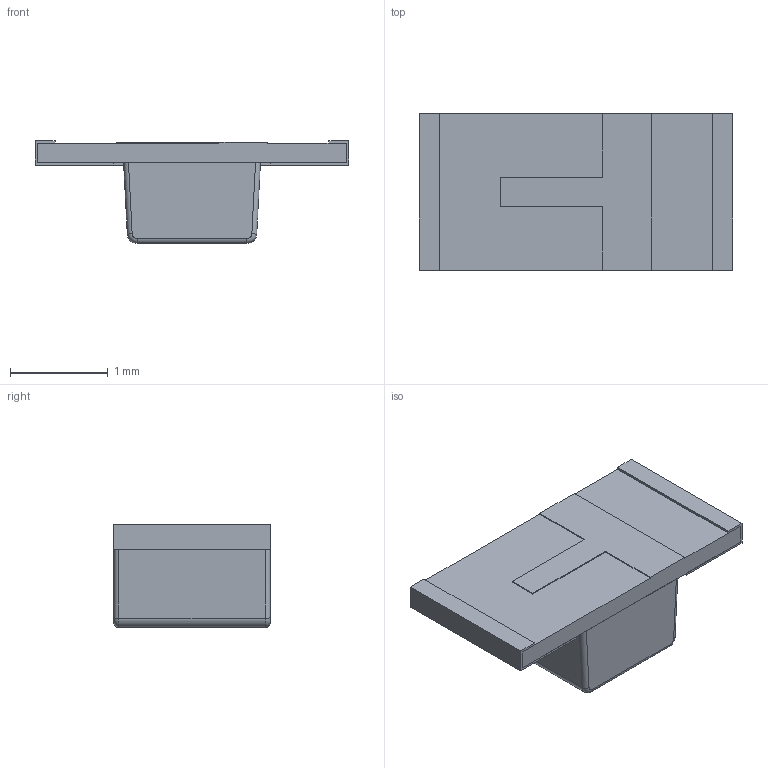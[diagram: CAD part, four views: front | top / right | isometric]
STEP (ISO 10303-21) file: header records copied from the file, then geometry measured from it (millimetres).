
FILE_DESCRIPTION (( 'STEP AP214' ), '1' );
FILE_NAME ('KPTR-3216CGCK.STEP', '2020-02-06T10:18:04', ( 'user' ), ( 'firm' ), 'SwSTEP 2.0', 'SolidWorks 2001340', '' );
FILE_SCHEMA (( 'AUTOMOTIVE_DESIGN' ));
Length unit declared in the file: millimetre
Products named in the file (5): KPTR-3216CGCK; KPTR-3216CGCK-e; KPTR-3216CGCK-g; KPTR-3216CGCK-e2
Assembly tree (4 placements, depth 2):
  KPTR-3216CGCK
    KPTR-3216CGCK
    KPTR-3216CGCK-e2
    KPTR-3216CGCK-g
    KPTR-3216CGCK-e
Bounding box: 3.2 x 1.6 x 1.05 mm (x, y, z)
Volume: 2.9 mm3; surface area: 30 mm2
Topology: 4 solids, 4 shells, 75 faces, 190 edges, 124 vertices
Faces by surface type: plane 63, cylinder 8, torus 4
Entity records: 2667 total; most frequent: CARTESIAN_POINT 408, ORIENTED_EDGE 380, DIRECTION 366, EDGE_CURVE 190, LINE 170, VECTOR 170, VERTEX_POINT 124, AXIS2_PLACEMENT_3D 98
